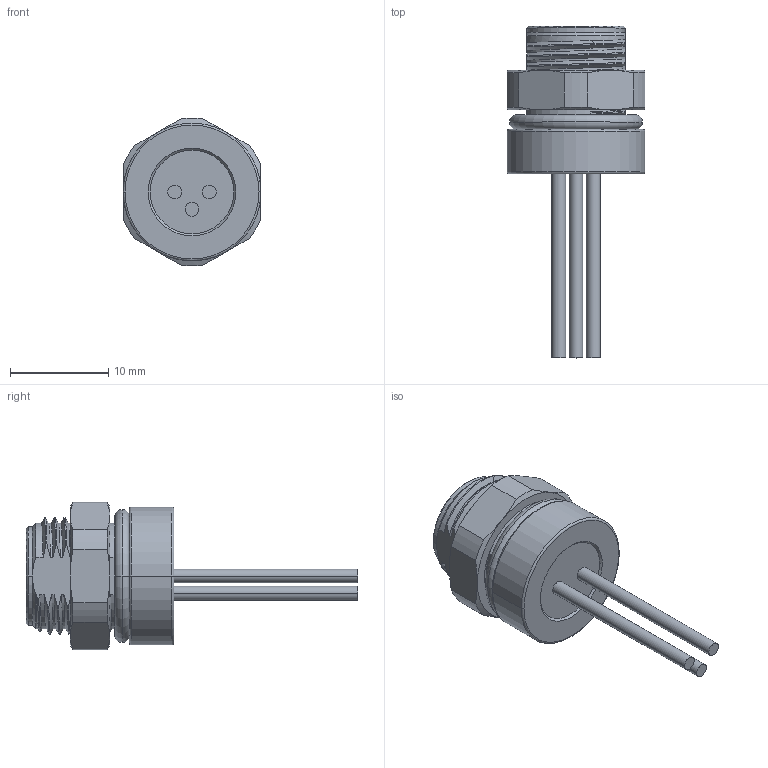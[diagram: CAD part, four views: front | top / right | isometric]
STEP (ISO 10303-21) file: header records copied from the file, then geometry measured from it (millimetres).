
FILE_DESCRIPTION((''),'2;1');
FILE_NAME('M8-FC03-BKR-M8-W0_25_SW0001','2017-05-31T',('tc.chen'),(''),'PRO/ENGINEER BY PARAMETRIC TECHNOLOGY CORPORATION, 2012480','PRO/ENGINEER BY PARAMETRIC TECHNOLOGY CORPORATION, 2012480','');
FILE_SCHEMA(('AUTOMOTIVE_DESIGN { 1 0 10303 214 1 1 1 1 }'));
Length unit declared in the file: millimetre
Products named in the file (1): M8-FC03-BKR-M8-W0_25_SW0001
Bounding box: 14 x 33.7 x 14.98 mm (x, y, z)
Volume: 1845.3 mm3; surface area: 2339.4 mm2
Topology: 2 solids, 2 shells, 272 faces, 721 edges, 445 vertices
Faces by surface type: cylinder 86, bspline 61, cone 61, plane 45, torus 19
Entity records: 16562 total; most frequent: CARTESIAN_POINT 9600, ORIENTED_EDGE 1430, DIRECTION 1049, EDGE_CURVE 715, VERTEX_POINT 445, AXIS2_PLACEMENT_3D 424, B_SPLINE_CURVE_WITH_KNOTS 301, EDGE_LOOP 290
